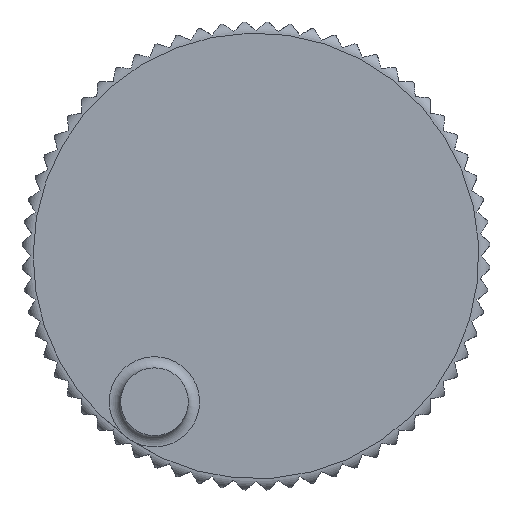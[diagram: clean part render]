
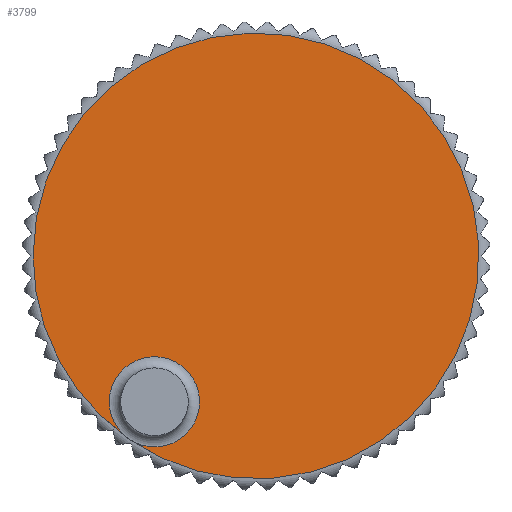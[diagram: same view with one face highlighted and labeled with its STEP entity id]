
A CAD part, top view. The second image highlights one B-rep face of the part: STEP entity #3799.
In plain terms, the highlighted planar face has unit normal (0, 0, 1).
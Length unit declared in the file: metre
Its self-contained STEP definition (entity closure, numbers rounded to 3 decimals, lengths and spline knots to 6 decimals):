
#400=PLANE('',#4146);
#1563=ORIENTED_EDGE('',*,*,#2560,.T.);
#1564=ORIENTED_EDGE('',*,*,#2561,.T.);
#2560=EDGE_CURVE('',#2964,#2964,#3106,.F.);
#2561=EDGE_CURVE('',#2964,#2964,#3107,.T.);
#2964=VERTEX_POINT('',#7213);
#3106=CIRCLE('',#4147,0.009875);
#3107=CIRCLE('',#4148,0.002);
#3306=EDGE_LOOP('',(#1563,#1564));
#3519=FACE_BOUND('',#3306,.T.);
#3799=ADVANCED_FACE('',(#3519),#400,.F.);
#4146=AXIS2_PLACEMENT_3D('',#7211,#5001,#5002);
#4147=AXIS2_PLACEMENT_3D('',#7212,#5003,#5004);
#4148=AXIS2_PLACEMENT_3D('',#7214,#5005,#5006);
#5001=DIRECTION('',(0.,0.,-1.));
#5002=DIRECTION('',(1.,0.,0.));
#5003=DIRECTION('',(0.,0.,-1.));
#5004=DIRECTION('',(-1.,0.,0.));
#5005=DIRECTION('',(0.,0.,-1.));
#5006=DIRECTION('',(-1.,0.,0.));
#7211=CARTESIAN_POINT('',(0.019107,-0.03175,-0.0036));
#7212=CARTESIAN_POINT('',(-0.023,-0.035125,-0.0036));
#7213=CARTESIAN_POINT('',(-0.028641,-0.04323,-0.0036));
#7214=CARTESIAN_POINT('',(-0.027498,-0.041589,-0.0036));
